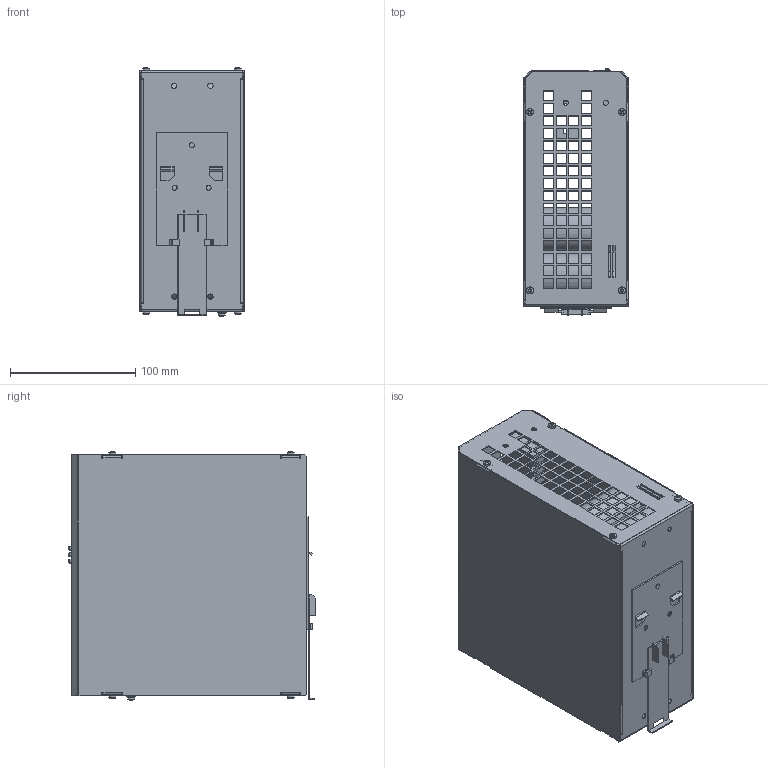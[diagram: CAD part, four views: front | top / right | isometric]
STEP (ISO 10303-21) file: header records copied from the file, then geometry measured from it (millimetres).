
FILE_DESCRIPTION(/* description */ (''),/* implementation_level */ '2;1');
FILE_NAME(/* name */ 'C-TEC2440 P.stp',/* time_stamp */ '2023-06-13T12:25:56-04:00',/* author */ ('altec'),/* organization */ (''),/* preprocessor_version */ 'ST-DEVELOPER v19.2',/* originating_system */ 'Autodesk Inventor 2024',/* authorisation */ '');
FILE_SCHEMA (('AUTOMOTIVE_DESIGN { 1 0 10303 214 3 1 1 }'));
Products named in the file (1): C-TEC2440 P
Bounding box: 83.7 x 197.6 x 198.6 mm (x, y, z)
Volume: 789267.5 mm3; surface area: 415136.8 mm2
Topology: 1 solids, 9 shells, 3022 faces, 8014 edges, 5207 vertices
Faces by surface type: plane 2219, cylinder 586, cone 102, bspline 66, sphere 26, torus 23
Full cylindrical faces by diameter (mm): 0.457 x3, 1.25 x9, 1.6 x8, 2.2 x8, 2.693 x9, 3 x12, 3.2 x8, 3.35 x6, 3.5 x3, 4 x2, 4.1 x3, 4.2 x9, 5.452 x4, 5.6 x9, 7 x1, 35 x10
Entity records: 99132 total; most frequent: CARTESIAN_POINT 20320, ORIENTED_EDGE 15992, DIRECTION 14804, EDGE_CURVE 7996, LINE 6222, VECTOR 6222, VERTEX_POINT 5207, AXIS2_PLACEMENT_3D 4291
